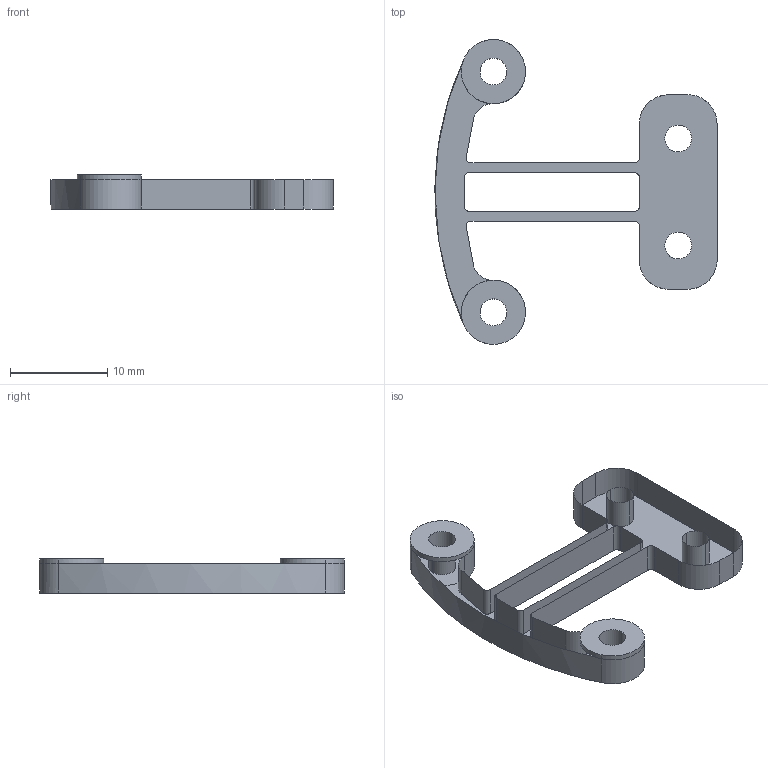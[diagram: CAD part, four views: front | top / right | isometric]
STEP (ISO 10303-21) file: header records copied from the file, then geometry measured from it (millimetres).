
FILE_DESCRIPTION(/* description */ (''),/* implementation_level */ '2;1');
FILE_NAME(/* name */ 'Flexure',/* time_stamp */ '2020-10-16T14:06:47-07:00',/* author */ (''),/* organization */ (''),/* preprocessor_version */ 'ST-DEVELOPER v15',/* originating_system */ '',/* authorisation */ '');
FILE_SCHEMA (('AUTOMOTIVE_DESIGN'));
Length unit declared in the file: millimetre
Products named in the file (1): Document
Bounding box: 29.02 x 31.34 x 3.5 mm (x, y, z)
Volume: 928.6 mm3; surface area: 1315.9 mm2
Topology: 1 solids, 1 shells, 48 faces, 128 edges, 82 vertices
Faces by surface type: bspline 42, plane 6
Entity records: 1505 total; most frequent: CARTESIAN_POINT 832, ORIENTED_EDGE 256, EDGE_CURVE 128, VERTEX_POINT 82, EDGE_LOOP 58, ADVANCED_FACE 48, FACE_OUTER_BOUND 48, FACE_BOUND 10
